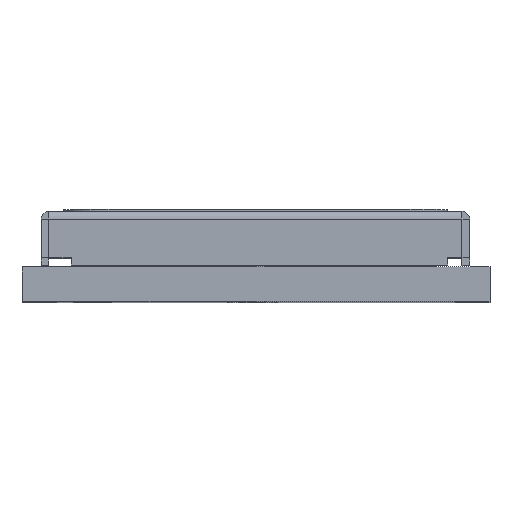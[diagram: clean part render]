
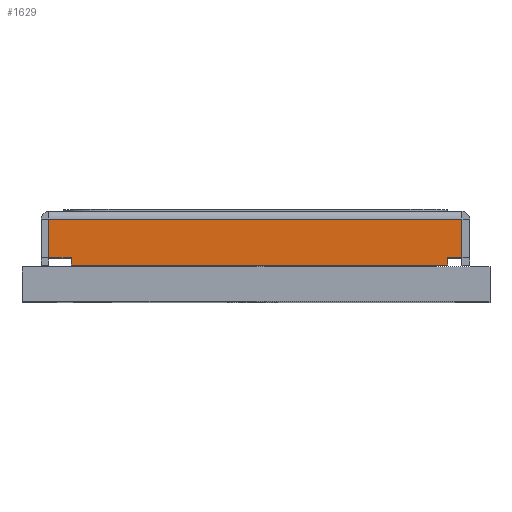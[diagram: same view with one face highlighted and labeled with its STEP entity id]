
A CAD part, top view. The second image highlights one B-rep face of the part: STEP entity #1629.
In plain terms, the highlighted planar face has unit normal (0, 0, 1).
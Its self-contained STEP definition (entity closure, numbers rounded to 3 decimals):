
#580=DIRECTION('',(0.,1.,0.));
#581=VECTOR('',#580,0.2);
#582=CARTESIAN_POINT('',(-4.805,-1.4,7.495));
#583=LINE('',#582,#581);
#587=DIRECTION('',(1.,0.,0.));
#588=VECTOR('',#587,0.58);
#589=CARTESIAN_POINT('',(-5.385,-1.2,7.495));
#590=LINE('',#589,#588);
#594=DIRECTION('',(0.,-1.,0.));
#595=VECTOR('',#594,1.);
#596=CARTESIAN_POINT('',(-5.385,-0.2,7.495));
#597=LINE('',#596,#595);
#601=DIRECTION('',(0.,1.,0.));
#602=VECTOR('',#601,1.);
#603=CARTESIAN_POINT('',(5.385,-1.2,7.495));
#604=LINE('',#603,#602);
#608=DIRECTION('',(-1.,0.,0.));
#609=VECTOR('',#608,0.37);
#610=CARTESIAN_POINT('',(5.385,-1.2,7.495));
#611=LINE('',#610,#609);
#615=DIRECTION('',(0.,1.,0.));
#616=VECTOR('',#615,0.2);
#617=CARTESIAN_POINT('',(5.015,-1.4,7.495));
#618=LINE('',#617,#616);
#622=DIRECTION('',(1.,0.,0.));
#623=VECTOR('',#622,9.82);
#624=CARTESIAN_POINT('',(-4.805,-1.4,7.495));
#625=LINE('',#624,#623);
#664=DIRECTION('',(-1.,0.,0.));
#665=VECTOR('',#664,10.77);
#666=CARTESIAN_POINT('',(5.385,-0.2,7.495));
#667=LINE('',#666,#665);
#1002=CARTESIAN_POINT('',(5.385,-0.2,7.495));
#1003=CARTESIAN_POINT('',(-5.385,-0.2,7.495));
#1004=VERTEX_POINT('',#1002);
#1005=VERTEX_POINT('',#1003);
#1106=CARTESIAN_POINT('',(-4.805,-1.4,7.495));
#1107=CARTESIAN_POINT('',(-4.805,-1.2,7.495));
#1108=VERTEX_POINT('',#1106);
#1109=VERTEX_POINT('',#1107);
#1110=CARTESIAN_POINT('',(-5.385,-1.2,7.495));
#1111=VERTEX_POINT('',#1110);
#1112=CARTESIAN_POINT('',(5.385,-1.2,7.495));
#1113=CARTESIAN_POINT('',(5.015,-1.2,7.495));
#1114=VERTEX_POINT('',#1112);
#1115=VERTEX_POINT('',#1113);
#1116=CARTESIAN_POINT('',(5.015,-1.4,7.495));
#1117=VERTEX_POINT('',#1116);
#1607=CARTESIAN_POINT('',(-5.385,0.,7.495));
#1608=DIRECTION('',(0.,0.,1.));
#1609=DIRECTION('',(-1.,0.,0.));
#1610=AXIS2_PLACEMENT_3D('',#1607,#1608,#1609);
#1611=PLANE('',#1610);
#1612=ORIENTED_EDGE('',*,*,#1597,.T.);
#1614=ORIENTED_EDGE('',*,*,#1613,.F.);
#1616=ORIENTED_EDGE('',*,*,#1615,.F.);
#1618=ORIENTED_EDGE('',*,*,#1617,.F.);
#1620=ORIENTED_EDGE('',*,*,#1619,.F.);
#1622=ORIENTED_EDGE('',*,*,#1621,.T.);
#1624=ORIENTED_EDGE('',*,*,#1623,.F.);
#1626=ORIENTED_EDGE('',*,*,#1625,.F.);
#1627=EDGE_LOOP('',(#1612,#1614,#1616,#1618,#1620,#1622,#1624,#1626));
#1628=FACE_OUTER_BOUND('',#1627,.F.);
#1597=EDGE_CURVE('',#1108,#1109,#583,.T.);
#1613=EDGE_CURVE('',#1111,#1109,#590,.T.);
#1615=EDGE_CURVE('',#1005,#1111,#597,.T.);
#1617=EDGE_CURVE('',#1004,#1005,#667,.T.);
#1619=EDGE_CURVE('',#1114,#1004,#604,.T.);
#1621=EDGE_CURVE('',#1114,#1115,#611,.T.);
#1623=EDGE_CURVE('',#1117,#1115,#618,.T.);
#1625=EDGE_CURVE('',#1108,#1117,#625,.T.);
#1629=ADVANCED_FACE('',(#1628),#1611,.T.);
